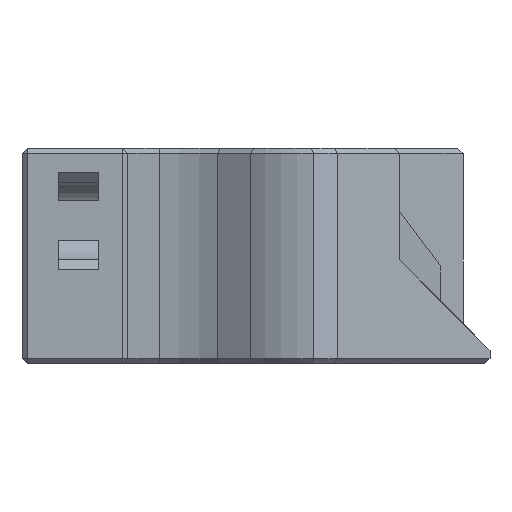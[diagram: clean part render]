
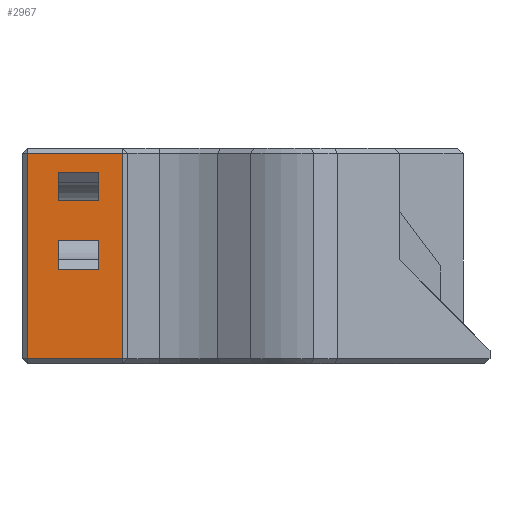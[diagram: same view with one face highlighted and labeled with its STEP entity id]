
A CAD part, left-side view. The second image highlights one B-rep face of the part: STEP entity #2967.
In plain terms, the highlighted planar face has unit normal (-1, 0, 0).
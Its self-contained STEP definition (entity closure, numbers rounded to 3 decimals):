
#44=FACE_BOUND('',#518,.T.);
#45=FACE_BOUND('',#519,.T.);
#148=PLANE('',#3217);
#331=FACE_OUTER_BOUND('',#517,.T.);
#517=EDGE_LOOP('',(#2536,#2537,#2538,#2539));
#518=EDGE_LOOP('',(#2540,#2541,#2542,#2543));
#519=EDGE_LOOP('',(#2544,#2545,#2546,#2547));
#717=LINE('',#4642,#1053);
#719=LINE('',#4647,#1055);
#722=LINE('',#4652,#1058);
#723=LINE('',#4654,#1059);
#724=LINE('',#4658,#1060);
#725=LINE('',#4661,#1061);
#726=LINE('',#4663,#1062);
#727=LINE('',#4664,#1063);
#728=LINE('',#4667,#1064);
#773=LINE('',#4777,#1109);
#839=LINE('',#4940,#1175);
#840=LINE('',#4941,#1176);
#1053=VECTOR('',#3624,1000.);
#1055=VECTOR('',#3628,1000.);
#1058=VECTOR('',#3633,1000.);
#1059=VECTOR('',#3634,1000.);
#1060=VECTOR('',#3639,1000.);
#1061=VECTOR('',#3642,1000.);
#1062=VECTOR('',#3645,1000.);
#1063=VECTOR('',#3646,1000.);
#1064=VECTOR('',#3649,10.);
#1109=VECTOR('',#3748,10.);
#1175=VECTOR('',#3906,10.);
#1176=VECTOR('',#3907,10.);
#1404=VERTEX_POINT('',#4349);
#1455=VERTEX_POINT('',#4639);
#1456=VERTEX_POINT('',#4641);
#1457=VERTEX_POINT('',#4645);
#1458=VERTEX_POINT('',#4646);
#1459=VERTEX_POINT('',#4651);
#1460=VERTEX_POINT('',#4653);
#1461=VERTEX_POINT('',#4657);
#1462=VERTEX_POINT('',#4659);
#1463=VERTEX_POINT('',#4666);
#1493=VERTEX_POINT('',#4775);
#1538=VERTEX_POINT('',#4939);
#1755=EDGE_CURVE('',#1455,#1456,#717,.T.);
#1757=EDGE_CURVE('',#1457,#1458,#719,.T.);
#1760=EDGE_CURVE('',#1455,#1459,#722,.T.);
#1761=EDGE_CURVE('',#1460,#1457,#723,.T.);
#1763=EDGE_CURVE('',#1461,#1460,#724,.T.);
#1765=EDGE_CURVE('',#1462,#1459,#725,.T.);
#1766=EDGE_CURVE('',#1458,#1461,#726,.T.);
#1767=EDGE_CURVE('',#1462,#1456,#727,.T.);
#1768=EDGE_CURVE('',#1404,#1463,#728,.T.);
#1820=EDGE_CURVE('',#1493,#1404,#773,.T.);
#1901=EDGE_CURVE('',#1463,#1538,#839,.T.);
#1902=EDGE_CURVE('',#1538,#1493,#840,.T.);
#2536=ORIENTED_EDGE('',*,*,#1901,.F.);
#2537=ORIENTED_EDGE('',*,*,#1768,.F.);
#2538=ORIENTED_EDGE('',*,*,#1820,.F.);
#2539=ORIENTED_EDGE('',*,*,#1902,.F.);
#2540=ORIENTED_EDGE('',*,*,#1766,.T.);
#2541=ORIENTED_EDGE('',*,*,#1763,.T.);
#2542=ORIENTED_EDGE('',*,*,#1761,.T.);
#2543=ORIENTED_EDGE('',*,*,#1757,.T.);
#2544=ORIENTED_EDGE('',*,*,#1760,.T.);
#2545=ORIENTED_EDGE('',*,*,#1765,.F.);
#2546=ORIENTED_EDGE('',*,*,#1767,.T.);
#2547=ORIENTED_EDGE('',*,*,#1755,.F.);
#2967=ADVANCED_FACE('',(#331,#44,#45),#148,.T.);
#3217=AXIS2_PLACEMENT_3D('',#4938,#3904,#3905);
#3624=DIRECTION('',(0.,-1.,0.));
#3628=DIRECTION('',(0.,-1.,0.));
#3633=DIRECTION('',(0.,0.,1.));
#3634=DIRECTION('',(0.,0.,1.));
#3639=DIRECTION('',(0.,1.,0.));
#3642=DIRECTION('',(0.,1.,0.));
#3645=DIRECTION('',(0.,0.,-1.));
#3646=DIRECTION('',(0.,0.,-1.));
#3649=DIRECTION('',(0.,0.,-1.));
#3748=DIRECTION('',(0.,-1.,0.));
#3904=DIRECTION('center_axis',(-1.,0.,0.));
#3905=DIRECTION('ref_axis',(0.,0.,1.));
#3906=DIRECTION('',(0.,1.,0.));
#3907=DIRECTION('',(0.,0.,1.));
#4349=CARTESIAN_POINT('',(103.858,10.118,-40.967));
#4639=CARTESIAN_POINT('',(103.858,14.865,-49.545));
#4641=CARTESIAN_POINT('',(103.858,11.865,-49.545));
#4642=CARTESIAN_POINT('',(103.858,9.432,-49.545));
#4645=CARTESIAN_POINT('',(103.858,14.865,-42.367));
#4646=CARTESIAN_POINT('',(103.858,11.865,-42.367));
#4647=CARTESIAN_POINT('',(103.858,9.432,-42.367));
#4651=CARTESIAN_POINT('',(103.858,14.865,-47.433));
#4652=CARTESIAN_POINT('',(103.858,14.865,-50.017));
#4653=CARTESIAN_POINT('',(103.858,14.865,-44.479));
#4654=CARTESIAN_POINT('',(103.858,14.865,-50.017));
#4657=CARTESIAN_POINT('',(103.858,11.865,-44.479));
#4658=CARTESIAN_POINT('',(103.858,11.863,-44.479));
#4659=CARTESIAN_POINT('',(103.858,11.865,-47.433));
#4661=CARTESIAN_POINT('',(103.858,11.863,-47.433));
#4663=CARTESIAN_POINT('',(103.858,11.865,-51.553));
#4664=CARTESIAN_POINT('',(103.858,11.865,-51.553));
#4666=CARTESIAN_POINT('',(103.858,10.118,-56.151));
#4667=CARTESIAN_POINT('',(103.858,10.118,-51.553));
#4775=CARTESIAN_POINT('',(103.858,17.161,-40.967));
#4777=CARTESIAN_POINT('',(103.858,13.475,-40.967));
#4938=CARTESIAN_POINT('Origin',(103.858,9.432,-51.553));
#4939=CARTESIAN_POINT('',(103.858,17.161,-56.151));
#4940=CARTESIAN_POINT('',(103.858,2.711,-56.151));
#4941=CARTESIAN_POINT('',(103.858,17.161,-51.553));
